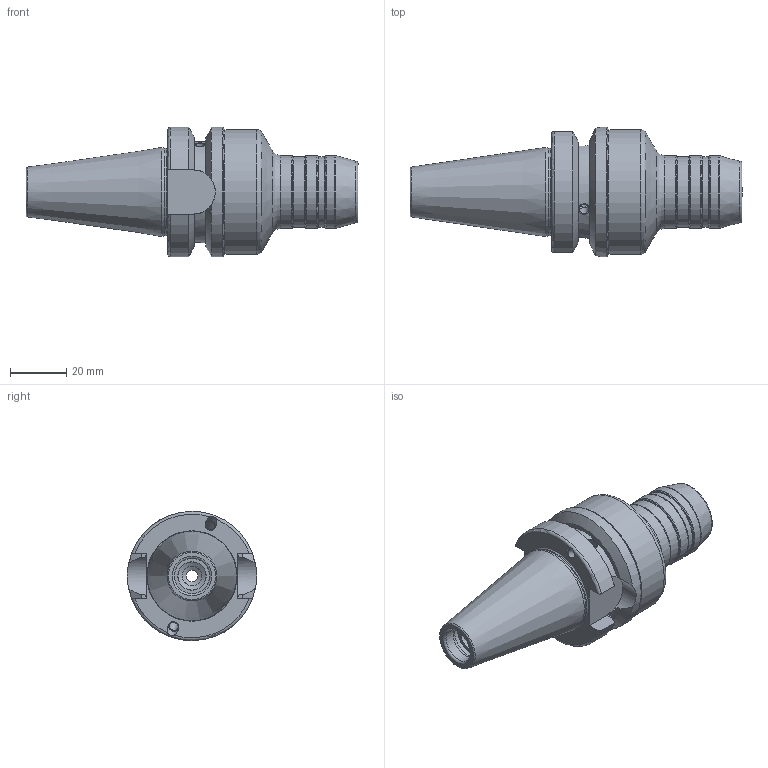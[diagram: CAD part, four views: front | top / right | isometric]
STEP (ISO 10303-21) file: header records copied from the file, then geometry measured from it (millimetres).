
FILE_DESCRIPTION(/* description */ (''),/* implementation_level */ '2;1');
FILE_NAME(/* name */ 'WG020-BT30ADB-HC3_4-2.75.stp',/* time_stamp */ '2021-02-03T11:09:38+09:00',/* author */ ('KKK'),/* organization */ (''),/* preprocessor_version */ 'ST-DEVELOPER v18',/* originating_system */ 'Autodesk Inventor 2020',/* authorisation */ '');
FILE_SCHEMA (('AUTOMOTIVE_DESIGN { 1 0 10303 214 3 1 1 }'));
Length unit declared in the file: millimetre
Products named in the file (1): LO-BT30ADB-HC3_4-2
Bounding box: 118.25 x 46 x 46 mm (x, y, z)
Volume: 86403.5 mm3; surface area: 17767.6 mm2
Topology: 1 solids, 1 shells, 99 faces, 305 edges, 206 vertices
Faces by surface type: cylinder 40, torus 21, plane 19, cone 19
Full cylindrical faces by diameter (mm): 3.242 x8, 4 x4, 4.134 x1, 6.35 x1, 6.7 x1, 7 x1, 10 x1, 10.106 x1, 12.5 x1, 13.1 x1, 25 x2, 26 x3, 31.2 x1, 44.5 x1, 46 x1
Entity records: 3799 total; most frequent: CARTESIAN_POINT 898, DIRECTION 658, ORIENTED_EDGE 606, EDGE_CURVE 303, AXIS2_PLACEMENT_3D 290, VERTEX_POINT 206, CIRCLE 170, EDGE_LOOP 109
